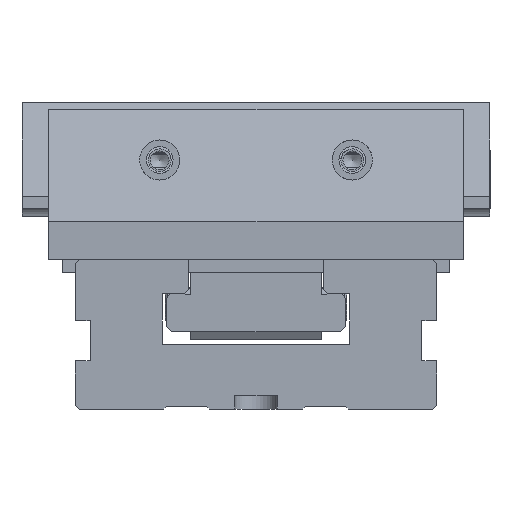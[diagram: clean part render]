
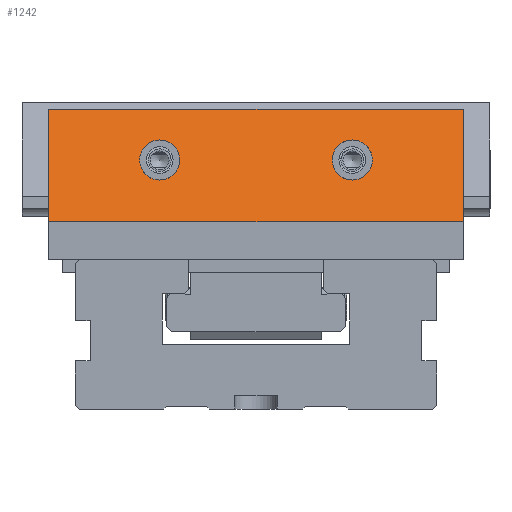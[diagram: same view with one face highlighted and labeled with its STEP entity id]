
A CAD part, left-side view. The second image highlights one B-rep face of the part: STEP entity #1242.
In plain terms, the highlighted planar face has unit normal (-0.924, 0, 0.383).
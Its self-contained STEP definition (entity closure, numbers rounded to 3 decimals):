
#721=FACE_BOUND('',#2406,.T.);
#722=FACE_BOUND('',#2407,.T.);
#723=FACE_BOUND('',#2408,.T.);
#1121=ELLIPSE('',#8818,8.118,7.5);
#1122=ELLIPSE('',#8833,8.118,7.5);
#1242=ADVANCED_FACE('',(#721,#722,#723),#1729,.F.);
#1729=PLANE('',#8844);
#2406=EDGE_LOOP('',(#3441,#3442,#3443,#3444));
#2407=EDGE_LOOP('',(#3445));
#2408=EDGE_LOOP('',(#3446));
#3441=ORIENTED_EDGE('',*,*,#6293,.T.);
#3442=ORIENTED_EDGE('',*,*,#6306,.T.);
#3443=ORIENTED_EDGE('',*,*,#6298,.T.);
#3444=ORIENTED_EDGE('',*,*,#6330,.T.);
#3445=ORIENTED_EDGE('',*,*,#6350,.F.);
#3446=ORIENTED_EDGE('',*,*,#6344,.F.);
#5426=VERTEX_POINT('',#12233);
#5427=VERTEX_POINT('',#12234);
#5430=VERTEX_POINT('',#12243);
#5431=VERTEX_POINT('',#12244);
#5462=VERTEX_POINT('',#12333);
#5469=VERTEX_POINT('',#12355);
#6293=EDGE_CURVE('',#5426,#5427,#7382,.T.);
#6298=EDGE_CURVE('',#5430,#5431,#7385,.T.);
#6306=EDGE_CURVE('',#5427,#5430,#7393,.T.);
#6330=EDGE_CURVE('',#5431,#5426,#7410,.T.);
#6344=EDGE_CURVE('',#5462,#5462,#1121,.T.);
#6350=EDGE_CURVE('',#5469,#5469,#1122,.T.);
#7382=LINE('',#12232,#8099);
#7385=LINE('',#12242,#8102);
#7393=LINE('',#12257,#8110);
#7410=LINE('',#12303,#8127);
#8099=VECTOR('',#9797,1.);
#8102=VECTOR('',#9806,1.);
#8110=VECTOR('',#9816,1.);
#8127=VECTOR('',#9853,1.);
#8818=AXIS2_PLACEMENT_3D('',#12332,#9888,#9889);
#8833=AXIS2_PLACEMENT_3D('',#12354,#9918,#9919);
#8844=AXIS2_PLACEMENT_3D('',#12370,#9940,#9941);
#9797=DIRECTION('',(0.,1.,0.));
#9806=DIRECTION('',(0.,-1.,0.));
#9816=DIRECTION('',(-0.383,0.,-0.924));
#9853=DIRECTION('',(0.383,0.,0.924));
#9888=DIRECTION('',(-0.924,0.,0.383));
#9889=DIRECTION('',(0.383,0.,0.924));
#9918=DIRECTION('',(-0.924,0.,0.383));
#9919=DIRECTION('',(0.383,0.,0.924));
#9940=DIRECTION('',(0.924,0.,-0.383));
#9941=DIRECTION('',(0.383,0.,0.924));
#12232=CARTESIAN_POINT('',(17.407,67.5,112.55));
#12233=CARTESIAN_POINT('',(17.407,-10.,112.55));
#12234=CARTESIAN_POINT('',(17.407,145.,112.55));
#12242=CARTESIAN_POINT('',(0.,67.5,70.527));
#12243=CARTESIAN_POINT('',(0.,145.,70.527));
#12244=CARTESIAN_POINT('',(0.,-10.,70.527));
#12257=CARTESIAN_POINT('',(0.992,145.,72.922));
#12303=CARTESIAN_POINT('',(0.992,-10.,72.922));
#12332=CARTESIAN_POINT('',(9.578,103.5,93.65));
#12333=CARTESIAN_POINT('',(12.685,103.5,101.15));
#12354=CARTESIAN_POINT('',(9.578,31.5,93.65));
#12355=CARTESIAN_POINT('',(12.685,31.5,101.15));
#12370=CARTESIAN_POINT('',(19.291,67.5,117.1));
